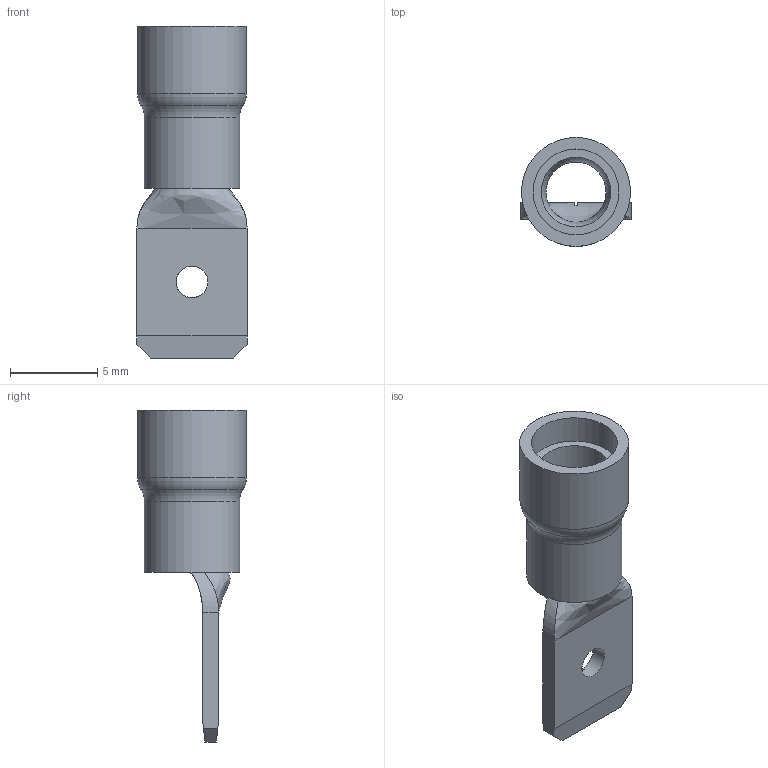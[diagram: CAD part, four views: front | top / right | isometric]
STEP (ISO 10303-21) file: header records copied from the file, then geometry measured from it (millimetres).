
FILE_DESCRIPTION(/* description */ (''),/* implementation_level */ '2;1');
FILE_NAME(/* name */ '16-14 male spade blue.stp',/* time_stamp */ '2013-07-21T10:59:49-04:00',/* author */ ('Saville'),/* organization */ (''),/* preprocessor_version */ 'ST-DEVELOPER v15.2',/* originating_system */ 'Autodesk Inventor 2014',/* authorisation */ '');
FILE_SCHEMA (('AUTOMOTIVE_DESIGN { 1 0 10303 214 3 1 1 }'));
Length unit declared in the file: inch
Products named in the file (1): point 248 flat spade male
Bounding box: 6.3 x 6.24 x 18.99 mm (x, y, z)
Volume: 187.7 mm3; surface area: 673.6 mm2
Topology: 2 solids, 2 shells, 50 faces, 131 edges, 83 vertices
Faces by surface type: plane 25, cylinder 9, bspline 8, torus 7, cone 1
Full cylindrical faces by diameter (mm): 1.816 x1, 3.442 x1, 3.974 x1, 4.127 x1, 4.128 x1, 4.915 x2, 5.448 x1, 6.236 x1
Entity records: 1687 total; most frequent: CARTESIAN_POINT 546, ORIENTED_EDGE 216, DIRECTION 212, EDGE_CURVE 108, AXIS2_PLACEMENT_3D 78, VERTEX_POINT 77, EDGE_LOOP 71, LINE 56
